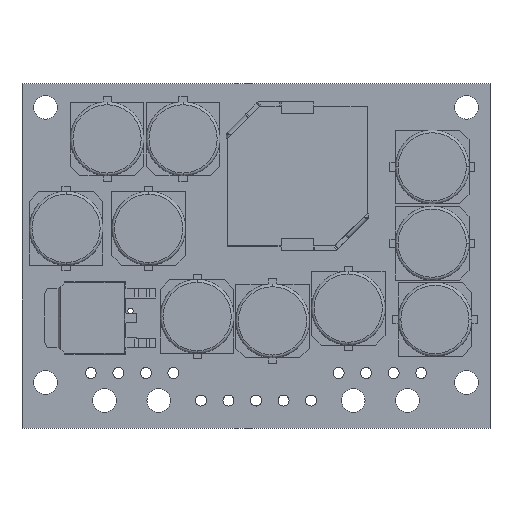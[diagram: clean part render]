
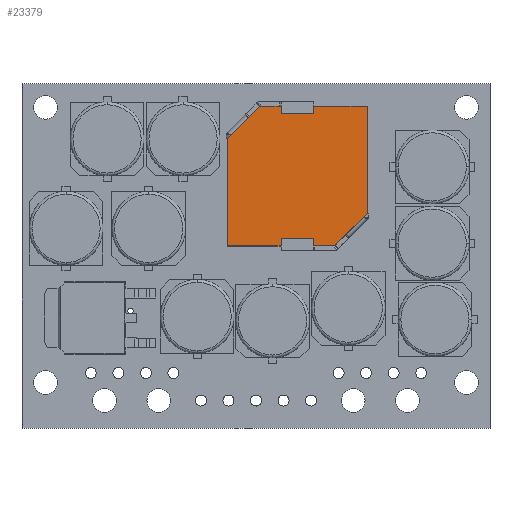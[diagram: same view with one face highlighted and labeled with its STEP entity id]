
A CAD part, top view. The second image highlights one B-rep face of the part: STEP entity #23379.
In plain terms, the highlighted planar face has unit normal (0, 0, 1).
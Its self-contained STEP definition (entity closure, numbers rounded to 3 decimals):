
#2875=DIRECTION('',(0.,1.,0.));
#2876=VECTOR('',#2875,0.7);
#2877=CARTESIAN_POINT('',(26.9,16.791,8.47));
#2878=LINE('',#2877,#2876);
#2879=DIRECTION('',(-1.,0.,0.));
#2880=VECTOR('',#2879,3.);
#2881=CARTESIAN_POINT('',(26.9,17.491,8.47));
#2882=LINE('',#2881,#2880);
#2891=DIRECTION('',(0.707,0.707,0.));
#2892=VECTOR('',#2891,4.243);
#2893=CARTESIAN_POINT('',(28.85,16.791,8.47));
#2894=LINE('',#2893,#2892);
#2895=DIRECTION('',(-0.707,-0.707,0.));
#2896=VECTOR('',#2895,4.243);
#2897=CARTESIAN_POINT('',(21.95,29.691,8.47));
#2898=LINE('',#2897,#2896);
#2907=DIRECTION('',(0.,1.,0.));
#2908=VECTOR('',#2907,0.7);
#2909=CARTESIAN_POINT('',(26.9,28.991,8.47));
#2910=LINE('',#2909,#2908);
#2931=DIRECTION('',(0.,-1.,0.));
#2932=VECTOR('',#2931,0.7);
#2933=CARTESIAN_POINT('',(23.9,29.691,8.47));
#2934=LINE('',#2933,#2932);
#2952=DIRECTION('',(1.,0.,0.));
#2953=VECTOR('',#2952,1.95);
#2954=CARTESIAN_POINT('',(21.95,29.691,8.47));
#2955=LINE('',#2954,#2953);
#3095=DIRECTION('',(0.,1.,0.));
#3096=VECTOR('',#3095,9.9);
#3097=CARTESIAN_POINT('',(18.95,16.791,8.47));
#3098=LINE('',#3097,#3096);
#3183=DIRECTION('',(-1.,0.,0.));
#3184=VECTOR('',#3183,4.95);
#3185=CARTESIAN_POINT('',(23.9,16.791,8.47));
#3186=LINE('',#3185,#3184);
#3195=DIRECTION('',(0.,-1.,0.));
#3196=VECTOR('',#3195,0.7);
#3197=CARTESIAN_POINT('',(23.9,17.491,8.47));
#3198=LINE('',#3197,#3196);
#3271=DIRECTION('',(0.,-1.,0.));
#3272=VECTOR('',#3271,9.9);
#3273=CARTESIAN_POINT('',(31.85,29.691,8.47));
#3274=LINE('',#3273,#3272);
#3438=DIRECTION('',(-1.,0.,0.));
#3439=VECTOR('',#3438,1.95);
#3440=CARTESIAN_POINT('',(28.85,16.791,8.47));
#3441=LINE('',#3440,#3439);
#3505=DIRECTION('',(1.,0.,0.));
#3506=VECTOR('',#3505,4.95);
#3507=CARTESIAN_POINT('',(26.9,29.691,8.47));
#3508=LINE('',#3507,#3506);
#3620=DIRECTION('',(1.,0.,0.));
#3621=VECTOR('',#3620,3.);
#3622=CARTESIAN_POINT('',(23.9,28.991,8.47));
#3623=LINE('',#3622,#3621);
#16097=CARTESIAN_POINT('',(26.9,29.691,8.47));
#16098=CARTESIAN_POINT('',(31.85,29.691,8.47));
#16099=VERTEX_POINT('',#16097);
#16100=VERTEX_POINT('',#16098);
#16297=CARTESIAN_POINT('',(18.95,16.791,8.47));
#16298=VERTEX_POINT('',#16297);
#16744=CARTESIAN_POINT('',(21.95,29.691,8.47));
#16745=VERTEX_POINT('',#16744);
#16934=CARTESIAN_POINT('',(23.9,29.691,8.47));
#16935=CARTESIAN_POINT('',(23.9,28.991,8.47));
#16936=VERTEX_POINT('',#16934);
#16937=VERTEX_POINT('',#16935);
#17369=CARTESIAN_POINT('',(18.95,26.691,8.47));
#17370=VERTEX_POINT('',#17369);
#17686=CARTESIAN_POINT('',(23.9,17.491,8.47));
#17687=CARTESIAN_POINT('',(23.9,16.791,8.47));
#17688=VERTEX_POINT('',#17686);
#17689=VERTEX_POINT('',#17687);
#17734=CARTESIAN_POINT('',(26.9,28.991,8.47));
#17735=VERTEX_POINT('',#17734);
#18581=CARTESIAN_POINT('',(28.85,16.791,8.47));
#18582=CARTESIAN_POINT('',(26.9,16.791,8.47));
#18583=VERTEX_POINT('',#18581);
#18584=VERTEX_POINT('',#18582);
#18615=CARTESIAN_POINT('',(31.85,19.791,8.47));
#18616=VERTEX_POINT('',#18615);
#18711=CARTESIAN_POINT('',(26.9,17.491,8.47));
#18712=VERTEX_POINT('',#18711);
#23346=CARTESIAN_POINT('',(25.4,23.241,8.47));
#23347=DIRECTION('',(0.,0.,1.));
#23348=DIRECTION('',(0.,1.,0.));
#23349=AXIS2_PLACEMENT_3D('',#23346,#23347,#23348);
#23350=PLANE('',#23349);
#23352=ORIENTED_EDGE('',*,*,#23351,.T.);
#23354=ORIENTED_EDGE('',*,*,#23353,.T.);
#23356=ORIENTED_EDGE('',*,*,#23355,.T.);
#23358=ORIENTED_EDGE('',*,*,#23357,.F.);
#23360=ORIENTED_EDGE('',*,*,#23359,.T.);
#23361=ORIENTED_EDGE('',*,*,#23323,.T.);
#23362=ORIENTED_EDGE('',*,*,#23337,.T.);
#23364=ORIENTED_EDGE('',*,*,#23363,.T.);
#23366=ORIENTED_EDGE('',*,*,#23365,.T.);
#23368=ORIENTED_EDGE('',*,*,#23367,.T.);
#23370=ORIENTED_EDGE('',*,*,#23369,.F.);
#23372=ORIENTED_EDGE('',*,*,#23371,.T.);
#23374=ORIENTED_EDGE('',*,*,#23373,.T.);
#23376=ORIENTED_EDGE('',*,*,#23375,.T.);
#23377=EDGE_LOOP('',(#23352,#23354,#23356,#23358,#23360,#23361,#23362,#23364,
#23366,#23368,#23370,#23372,#23374,#23376));
#23378=FACE_OUTER_BOUND('',#23377,.F.);
#23379=ADVANCED_FACE('',(#23378),#23350,.T.);
#23323=EDGE_CURVE('',#18584,#18712,#2878,.T.);
#23337=EDGE_CURVE('',#18712,#17688,#2882,.T.);
#23351=EDGE_CURVE('',#17735,#16099,#2910,.T.);
#23353=EDGE_CURVE('',#16099,#16100,#3508,.T.);
#23355=EDGE_CURVE('',#16100,#18616,#3274,.T.);
#23357=EDGE_CURVE('',#18583,#18616,#2894,.T.);
#23359=EDGE_CURVE('',#18583,#18584,#3441,.T.);
#23363=EDGE_CURVE('',#17688,#17689,#3198,.T.);
#23365=EDGE_CURVE('',#17689,#16298,#3186,.T.);
#23367=EDGE_CURVE('',#16298,#17370,#3098,.T.);
#23369=EDGE_CURVE('',#16745,#17370,#2898,.T.);
#23371=EDGE_CURVE('',#16745,#16936,#2955,.T.);
#23373=EDGE_CURVE('',#16936,#16937,#2934,.T.);
#23375=EDGE_CURVE('',#16937,#17735,#3623,.T.);
